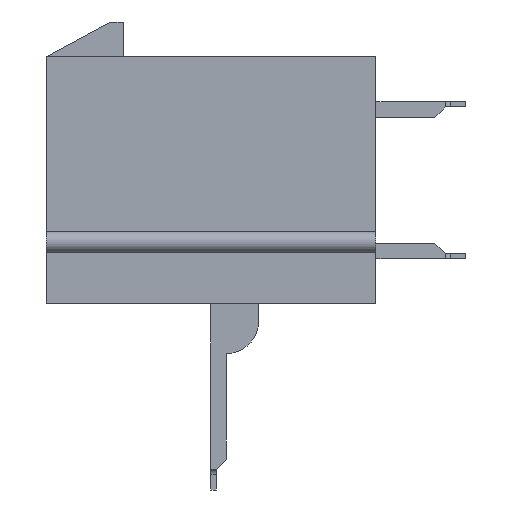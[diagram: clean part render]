
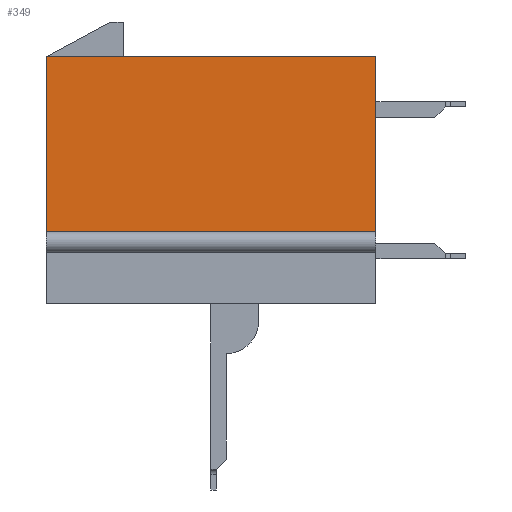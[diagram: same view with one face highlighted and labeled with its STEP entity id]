
A CAD part, front view. The second image highlights one B-rep face of the part: STEP entity #349.
In plain terms, the highlighted planar face has unit normal (0, -1, 0).
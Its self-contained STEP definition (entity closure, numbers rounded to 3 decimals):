
#349 = ADVANCED_FACE( '', ( #766 ), #767, .F. );
#766 = FACE_OUTER_BOUND( '', #1306, .T. );
#767 = PLANE( '', #1307 );
#1306 = EDGE_LOOP( '', ( #2960, #2961, #2962, #2963 ) );
#1307 = AXIS2_PLACEMENT_3D( '', #2964, #2965, #2966 );
#2960 = ORIENTED_EDGE( '', *, *, #4500, .F. );
#2961 = ORIENTED_EDGE( '', *, *, #4378, .F. );
#2962 = ORIENTED_EDGE( '', *, *, #4506, .F. );
#2963 = ORIENTED_EDGE( '', *, *, #3966, .T. );
#2964 = CARTESIAN_POINT( '', ( -6.4, -9.05, 9.6 ) );
#2965 = DIRECTION( '', ( 0., 1., 0. ) );
#2966 = DIRECTION( '', ( 0., 0., 1. ) );
#3966 = EDGE_CURVE( '', #4804, #4802, #4805, .T. );
#4378 = EDGE_CURVE( '', #5526, #5528, #5529, .T. );
#4500 = EDGE_CURVE( '', #5528, #4802, #5714, .T. );
#4506 = EDGE_CURVE( '', #4804, #5526, #5720, .T. );
#4802 = VERTEX_POINT( '', #6161 );
#4804 = VERTEX_POINT( '', #6163 );
#4805 = LINE( '', #6164, #6165 );
#5526 = VERTEX_POINT( '', #7296 );
#5528 = VERTEX_POINT( '', #7299 );
#5529 = LINE( '', #7300, #7301 );
#5714 = LINE( '', #7606, #7607 );
#5720 = LINE( '', #7618, #7619 );
#6161 = CARTESIAN_POINT( '', ( -6.4, -9.05, 2.8 ) );
#6163 = CARTESIAN_POINT( '', ( -6.4, -9.05, 9.6 ) );
#6164 = CARTESIAN_POINT( '', ( -6.4, -9.05, 9.6 ) );
#6165 = VECTOR( '', #8200, 1000. );
#7296 = CARTESIAN_POINT( '', ( 6.4, -9.05, 9.6 ) );
#7299 = CARTESIAN_POINT( '', ( 6.4, -9.05, 2.8 ) );
#7300 = CARTESIAN_POINT( '', ( 6.4, -9.05, 9.6 ) );
#7301 = VECTOR( '', #8612, 1000. );
#7606 = CARTESIAN_POINT( '', ( 6.4, -9.05, 2.8 ) );
#7607 = VECTOR( '', #8736, 1000. );
#7618 = CARTESIAN_POINT( '', ( -6.4, -9.05, 9.6 ) );
#7619 = VECTOR( '', #8742, 1000. );
#8200 = DIRECTION( '', ( 0., 0., -1. ) );
#8612 = DIRECTION( '', ( 0., 0., -1. ) );
#8736 = DIRECTION( '', ( -1., 0., 0. ) );
#8742 = DIRECTION( '', ( 1., 0., 0. ) );
